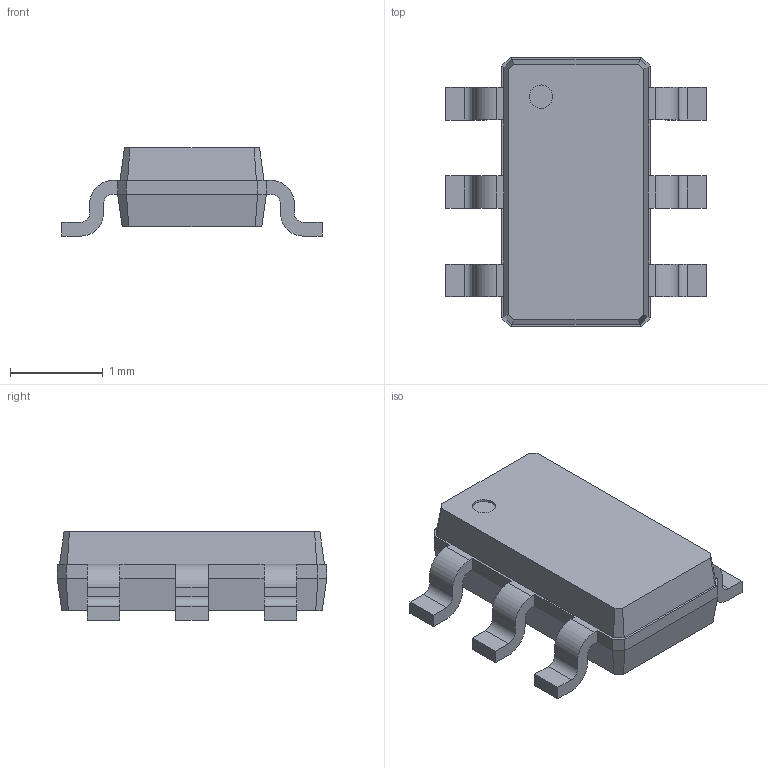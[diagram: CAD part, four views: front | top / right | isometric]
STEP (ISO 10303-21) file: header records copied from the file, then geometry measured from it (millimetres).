
FILE_DESCRIPTION(/* description */ ('model of TSOT-23-6_MK06A'),/* implementation_level */ '2;1');
FILE_NAME(/* name */ 'TSOT-23-6_MK06A.step',/* time_stamp */ '2017-05-13T21:02:46',/* author */ ('kicad StepUp','ksu'),/* organization */ ('FreeCAD'),/* preprocessor_version */ 'OCC',/* originating_system */ 'kicad StepUp',/* authorisation */ '');
FILE_SCHEMA(('AUTOMOTIVE_DESIGN_CC2 { 1 2 10303 214 -1 1 5 4 }'));
Length unit declared in the file: millimetre
Products named in the file (1): TSOT_23_6_MK06A
Bounding box: 2.8 x 2.9 x 0.95 mm (x, y, z)
Volume: 4 mm3; surface area: 21.2 mm2
Topology: 1 solids, 1 shells, 126 faces, 321 edges, 198 vertices
Faces by surface type: plane 71, bspline 30, cylinder 25
Full cylindrical faces by diameter (mm): 0.25 x1
Entity records: 4575 total; most frequent: CARTESIAN_POINT 768, ORIENTED_EDGE 642, DIRECTION 533, EDGE_CURVE 321, LINE 239, VECTOR 239, VERTEX_POINT 198, AXIS2_PLACEMENT_3D 147
